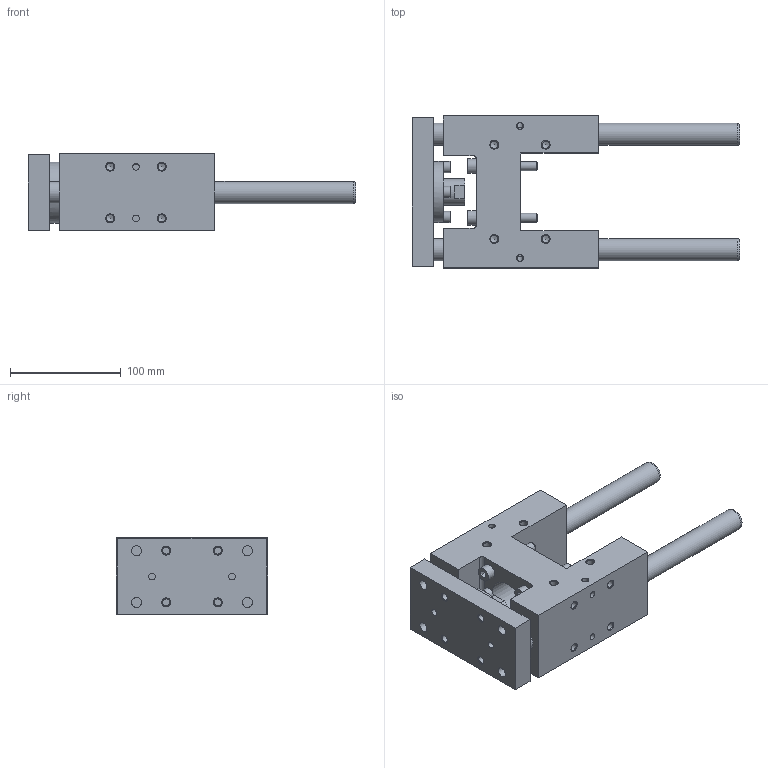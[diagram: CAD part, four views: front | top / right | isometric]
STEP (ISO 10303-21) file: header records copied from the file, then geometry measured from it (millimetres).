
FILE_DESCRIPTION( ( 'STEP AP203' ), '1' );
FILE_NAME( '3262_30.step', '2003-09-03T07:01:48', ( ' ' ), ( ' ' ), 'XStep 1.0', ' ', ' ' );
FILE_SCHEMA( ( 'CONFIG_CONTROL_DESIGN' ) );
Length unit declared in the file: metre
Products named in the file (2): 1; 2
Bounding box: 295 x 137 x 69 mm (x, y, z)
Volume: 1064233.4 mm3; surface area: 187289.3 mm2
Topology: 2 solids, 7 shells, 297 faces, 695 edges, 464 vertices
Faces by surface type: plane 146, cylinder 106, cone 45
Full cylindrical faces by diameter (mm): 6 x16, 6.5 x4, 6.647 x32, 8 x8, 8.2 x12, 8.5 x4, 9 x4, 10 x4, 13 x4, 14.376 x2, 15 x4, 20 x4, 24 x1, 26 x1, 34 x1, 37 x1, 40 x1, 55 x1
Entity records: 7409 total; most frequent: CARTESIAN_POINT 1399, DIRECTION 1274, ORIENTED_EDGE 904, EDGE_LOOP 538, AXIS2_PLACEMENT_3D 531, EDGE_CURVE 452, FACE_OUTER_BOUND 401, VERTEX_POINT 384
